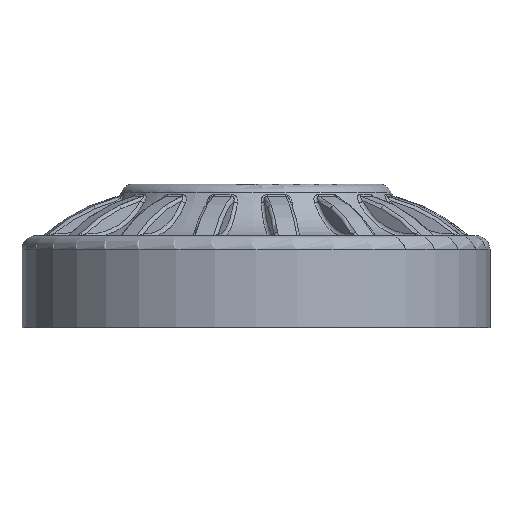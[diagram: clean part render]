
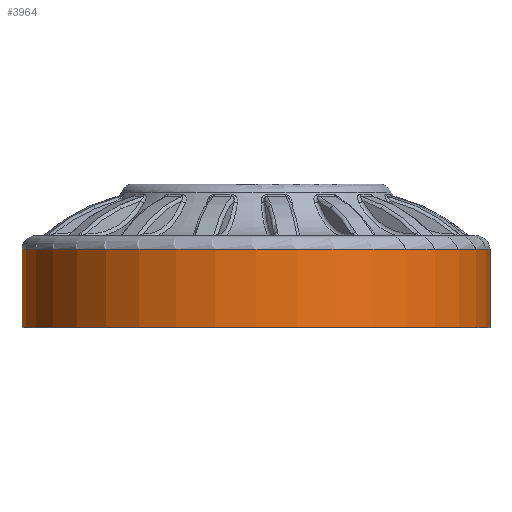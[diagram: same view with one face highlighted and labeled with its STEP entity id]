
A CAD part, front view. The second image highlights one B-rep face of the part: STEP entity #3964.
In plain terms, the highlighted cylindrical face has radius 35 mm (diameter 70 mm), a full revolution.
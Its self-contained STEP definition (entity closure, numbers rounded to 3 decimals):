
#595=LINE('',#10781,#642);
#642=VECTOR('',#5047,25.5);
#685=CYLINDRICAL_SURFACE('',#4329,35.);
#920=FACE_OUTER_BOUND('',#1210,.T.);
#1210=EDGE_LOOP('',(#3576,#3577,#3578,#3579,#3580));
#1448=CIRCLE('',#4327,35.);
#1449=CIRCLE('',#4328,35.);
#1450=CIRCLE('',#4330,35.);
#1833=VERTEX_POINT('',#10774);
#1834=VERTEX_POINT('',#10776);
#1835=VERTEX_POINT('',#10780);
#2420=EDGE_CURVE('',#1833,#1834,#1448,.T.);
#2421=EDGE_CURVE('',#1834,#1833,#1449,.T.);
#2422=EDGE_CURVE('',#1834,#1835,#595,.T.);
#2423=EDGE_CURVE('',#1835,#1835,#1450,.T.);
#3576=ORIENTED_EDGE('',*,*,#2421,.F.);
#3577=ORIENTED_EDGE('',*,*,#2422,.T.);
#3578=ORIENTED_EDGE('',*,*,#2423,.F.);
#3579=ORIENTED_EDGE('',*,*,#2422,.F.);
#3580=ORIENTED_EDGE('',*,*,#2420,.F.);
#3964=ADVANCED_FACE('',(#920),#685,.T.);
#4327=AXIS2_PLACEMENT_3D('',#10777,#5041,#5042);
#4328=AXIS2_PLACEMENT_3D('',#10778,#5043,#5044);
#4329=AXIS2_PLACEMENT_3D('',#10779,#5045,#5046);
#4330=AXIS2_PLACEMENT_3D('',#10782,#5048,#5049);
#5041=DIRECTION('center_axis',(0.,0.,1.));
#5042=DIRECTION('ref_axis',(-1.,0.,0.));
#5043=DIRECTION('center_axis',(0.,0.,1.));
#5044=DIRECTION('ref_axis',(-1.,0.,0.));
#5045=DIRECTION('center_axis',(0.,0.,1.));
#5046=DIRECTION('ref_axis',(-1.,0.,0.));
#5047=DIRECTION('',(0.,0.,-1.));
#5048=DIRECTION('center_axis',(0.,0.,
-1.));
#5049=DIRECTION('ref_axis',(-1.,0.,0.));
#10774=CARTESIAN_POINT('',(-35.,0.,25.338));
#10776=CARTESIAN_POINT('',(35.,0.,25.338));
#10777=CARTESIAN_POINT('Origin',(0.,0.,
25.338));
#10778=CARTESIAN_POINT('Origin',(0.,0.,
25.338));
#10779=CARTESIAN_POINT('Origin',(0.,0.,
17.13));
#10780=CARTESIAN_POINT('',(35.,0.,13.638));
#10781=CARTESIAN_POINT('',(35.,0.,17.13));
#10782=CARTESIAN_POINT('Origin',(0.,0.,
13.638));
